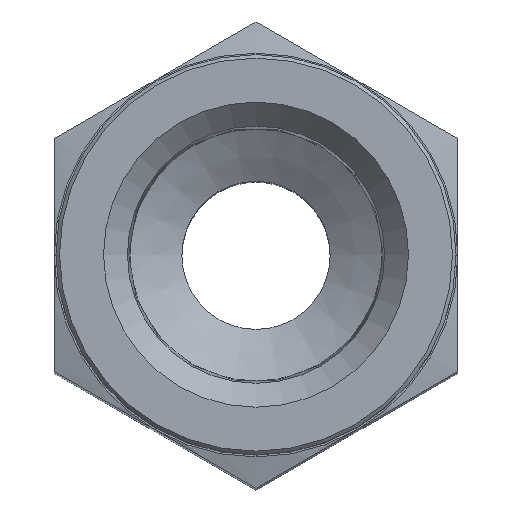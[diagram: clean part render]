
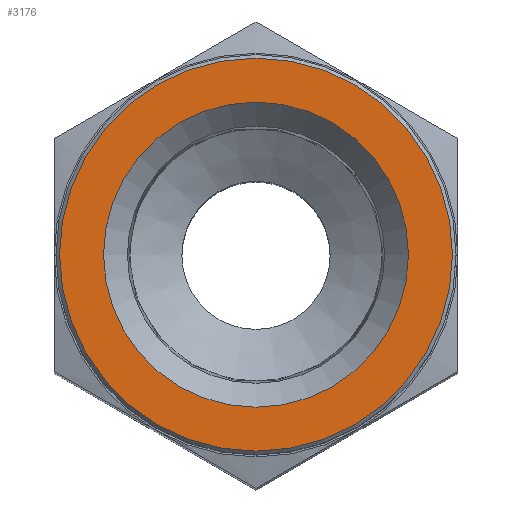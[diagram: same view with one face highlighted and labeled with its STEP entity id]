
A CAD part, top view. The second image highlights one B-rep face of the part: STEP entity #3176.
In plain terms, the highlighted planar face has unit normal (0, 0, 1).
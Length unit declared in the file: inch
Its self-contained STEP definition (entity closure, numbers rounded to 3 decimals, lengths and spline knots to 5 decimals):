
#3114=CARTESIAN_POINT('',(0.5475,0.,3.6));
#3115=VERTEX_POINT('',#3114);
#3116=CARTESIAN_POINT('',(0.0,0.0,3.6));
#3117=DIRECTION('',(0.0,0.0,-1.0));
#3118=DIRECTION('',(-1.0,0.0,0.0));
#3119=AXIS2_PLACEMENT_3D('',#3116,#3117,#3118);
#3120=CIRCLE('',#3119,0.5475);
#3121=EDGE_CURVE('',#3115,#3115,#3120,.T.);
#3157=CARTESIAN_POINT('',(0.0,0.0,3.6));
#3158=DIRECTION('',(0.0,0.0,-1.0));
#3159=DIRECTION('',(-1.0,0.0,0.0));
#3160=AXIS2_PLACEMENT_3D('',#3157,#3158,#3159);
#3161=PLANE('',#3160);
#3162=ORIENTED_EDGE('',*,*,#3121,.F.);
#3163=EDGE_LOOP('',(#3162));
#3164=FACE_OUTER_BOUND('',#3163,.T.);
#3165=CARTESIAN_POINT('',(0.425,0.0,3.6));
#3166=VERTEX_POINT('',#3165);
#3167=CARTESIAN_POINT('',(0.0,0.0,3.6));
#3168=DIRECTION('',(0.0,0.0,-1.0));
#3169=DIRECTION('',(1.0,0.0,0.0));
#3170=AXIS2_PLACEMENT_3D('',#3167,#3168,#3169);
#3171=CIRCLE('',#3170,0.425);
#3172=EDGE_CURVE('',#3166,#3166,#3171,.T.);
#3173=ORIENTED_EDGE('',*,*,#3172,.T.);
#3174=EDGE_LOOP('',(#3173));
#3175=FACE_BOUND('',#3174,.T.);
#3176=ADVANCED_FACE('',(#3164,#3175),#3161,.F.);
